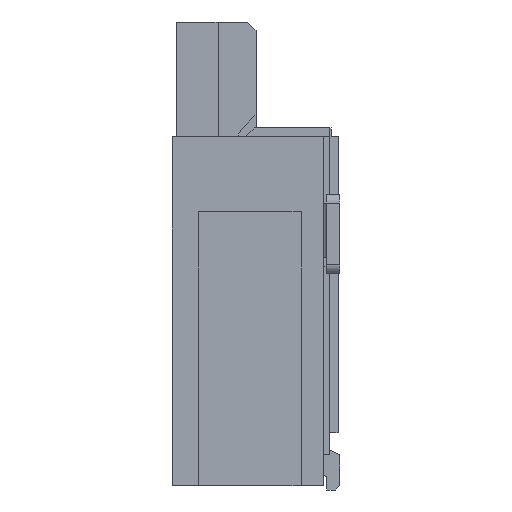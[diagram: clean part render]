
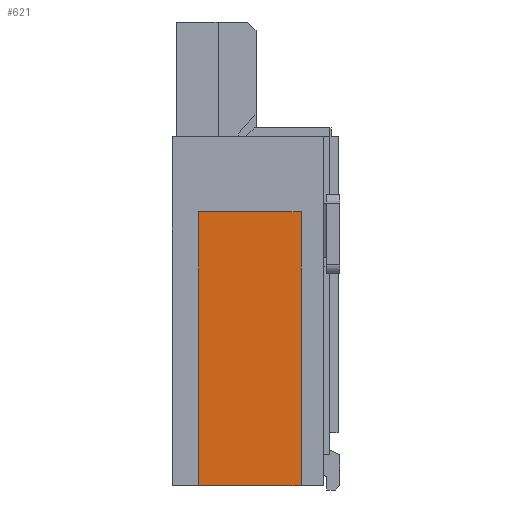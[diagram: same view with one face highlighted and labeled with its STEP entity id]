
A CAD part, left-side view. The second image highlights one B-rep face of the part: STEP entity #621.
In plain terms, the highlighted planar face has unit normal (-1, 0, 0).
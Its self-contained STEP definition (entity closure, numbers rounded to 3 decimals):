
#621=ADVANCED_FACE('',(#2426),#2427,.T.);
#2426=FACE_OUTER_BOUND('',#4992,.T.);
#2427=PLANE('',#4993);
#4992=EDGE_LOOP('',(#11835,#11836,#11837,#11838));
#4993=AXIS2_PLACEMENT_3D('',#11839,#11840,#11841);
#11835=ORIENTED_EDGE('',*,*,#20526,.T.);
#11836=ORIENTED_EDGE('',*,*,#20537,.T.);
#11837=ORIENTED_EDGE('',*,*,#20538,.T.);
#11838=ORIENTED_EDGE('',*,*,#20530,.F.);
#11839=CARTESIAN_POINT('',(-7.6,0.0,0.0));
#11840=DIRECTION('',(-1.0,0.0,0.0));
#11841=DIRECTION('',(0.0,0.0,1.0));
#20526=EDGE_CURVE('',#26232,#26230,#26233,.T.);
#20530=EDGE_CURVE('',#26232,#26235,#26238,.T.);
#20537=EDGE_CURVE('',#26230,#26249,#26250,.T.);
#20538=EDGE_CURVE('',#26249,#26235,#26251,.T.);
#26230=VERTEX_POINT('',#34826);
#26232=VERTEX_POINT('',#34829);
#26233=LINE('',#34830,#34831);
#26235=VERTEX_POINT('',#34834);
#26238=LINE('',#34839,#34840);
#26249=VERTEX_POINT('',#34857);
#26250=LINE('',#34858,#34859);
#26251=LINE('',#34860,#34861);
#34826=CARTESIAN_POINT('',(-7.6,0.42,1.85));
#34829=CARTESIAN_POINT('',(-7.6,0.42,-1.25));
#34830=CARTESIAN_POINT('',(-7.6,0.42,-1.25));
#34831=VECTOR('',#40978,3.1);
#34834=CARTESIAN_POINT('',(-7.6,1.58,-1.25));
#34839=CARTESIAN_POINT('',(-7.6,0.42,-1.25));
#34840=VECTOR('',#40982,1.16);
#34857=CARTESIAN_POINT('',(-7.6,1.58,1.85));
#34858=CARTESIAN_POINT('',(-7.6,0.42,1.85));
#34859=VECTOR('',#40989,1.16);
#34860=CARTESIAN_POINT('',(-7.6,1.58,1.85));
#34861=VECTOR('',#40990,3.1);
#40978=DIRECTION('',(0.0,0.0,1.0));
#40982=DIRECTION('',(0.0,1.0,0.0));
#40989=DIRECTION('',(0.0,1.0,0.0));
#40990=DIRECTION('',(0.0,0.0,-1.0));
